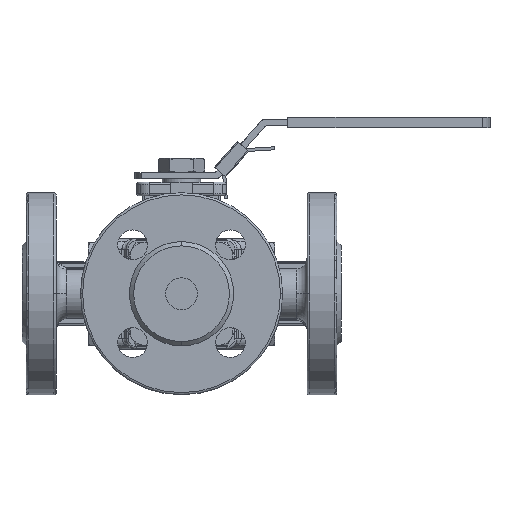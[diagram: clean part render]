
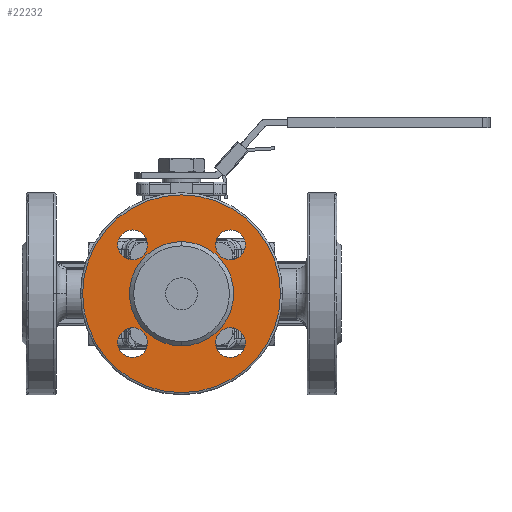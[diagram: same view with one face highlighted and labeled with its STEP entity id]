
A CAD part, front view. The second image highlights one B-rep face of the part: STEP entity #22232.
In plain terms, the highlighted planar face has unit normal (0, -1, 0).
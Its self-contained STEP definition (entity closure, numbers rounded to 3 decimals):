
#21426=CARTESIAN_POINT('',(0.,-73.,-24.5));
#21427=VERTEX_POINT('',#21426);
#21434=CARTESIAN_POINT('',(0.,-73.,24.5));
#21435=VERTEX_POINT('',#21434);
#21436=CARTESIAN_POINT('',(0.,-73.,-0.));
#21437=DIRECTION('',(-0.,1.,0.));
#21438=DIRECTION('',(-0.,0.,-1.));
#21439=AXIS2_PLACEMENT_3D('',#21436,#21437,#21438);
#21440=CIRCLE('',#21439,24.5);
#21441=EDGE_CURVE('',#21435,#21427,#21440,.T.);
#21574=CARTESIAN_POINT('',(15.981,-73.,-22.981));
#21575=VERTEX_POINT('',#21574);
#21593=CARTESIAN_POINT('',(29.981,-73.,-22.981));
#21594=VERTEX_POINT('',#21593);
#21601=CARTESIAN_POINT('',(22.981,-73.,-22.981));
#21602=DIRECTION('',(-0.,1.,0.));
#21603=DIRECTION('',(-1.,-0.,0.));
#21604=AXIS2_PLACEMENT_3D('',#21601,#21602,#21603);
#21605=CIRCLE('',#21604,7.);
#21606=EDGE_CURVE('',#21575,#21594,#21605,.T.);
#21616=CARTESIAN_POINT('',(-29.981,-73.,-22.981));
#21617=VERTEX_POINT('',#21616);
#21635=CARTESIAN_POINT('',(-15.981,-73.,-22.981));
#21636=VERTEX_POINT('',#21635);
#21643=CARTESIAN_POINT('',(-22.981,-73.,-22.981));
#21644=DIRECTION('',(-0.,1.,0.));
#21645=DIRECTION('',(-1.,-0.,0.));
#21646=AXIS2_PLACEMENT_3D('',#21643,#21644,#21645);
#21647=CIRCLE('',#21646,7.);
#21648=EDGE_CURVE('',#21617,#21636,#21647,.T.);
#21658=CARTESIAN_POINT('',(-29.981,-73.,22.981));
#21659=VERTEX_POINT('',#21658);
#21677=CARTESIAN_POINT('',(-15.981,-73.,22.981));
#21678=VERTEX_POINT('',#21677);
#21685=CARTESIAN_POINT('',(-22.981,-73.,22.981));
#21686=DIRECTION('',(-0.,1.,0.));
#21687=DIRECTION('',(-1.,-0.,0.));
#21688=AXIS2_PLACEMENT_3D('',#21685,#21686,#21687);
#21689=CIRCLE('',#21688,7.);
#21690=EDGE_CURVE('',#21659,#21678,#21689,.T.);
#21700=CARTESIAN_POINT('',(15.981,-73.,22.981));
#21701=VERTEX_POINT('',#21700);
#21719=CARTESIAN_POINT('',(29.981,-73.,22.981));
#21720=VERTEX_POINT('',#21719);
#21727=CARTESIAN_POINT('',(22.981,-73.,22.981));
#21728=DIRECTION('',(-0.,1.,0.));
#21729=DIRECTION('',(-1.,-0.,0.));
#21730=AXIS2_PLACEMENT_3D('',#21727,#21728,#21729);
#21731=CIRCLE('',#21730,7.);
#21732=EDGE_CURVE('',#21701,#21720,#21731,.T.);
#22157=CARTESIAN_POINT('',(0.,-73.,-36.));
#22158=DIRECTION('',(0.,-1.,-0.));
#22159=DIRECTION('',(0.,0.,-1.));
#22160=AXIS2_PLACEMENT_3D('',#22157,#22158,#22159);
#22161=PLANE('',#22160);
#22162=CARTESIAN_POINT('',(-46.5,-73.,-0.));
#22163=VERTEX_POINT('',#22162);
#22164=CARTESIAN_POINT('',(46.5,-73.,-0.));
#22165=VERTEX_POINT('',#22164);
#22166=CARTESIAN_POINT('',(0.,-73.,-0.));
#22167=DIRECTION('',(-0.,1.,0.));
#22168=DIRECTION('',(1.,0.,-0.));
#22169=AXIS2_PLACEMENT_3D('',#22166,#22167,#22168);
#22170=CIRCLE('',#22169,46.5);
#22171=EDGE_CURVE('',#22163,#22165,#22170,.T.);
#22172=ORIENTED_EDGE('',*,*,#22171,.F.);
#22173=CARTESIAN_POINT('',(0.,-73.,-0.));
#22174=DIRECTION('',(-0.,1.,0.));
#22175=DIRECTION('',(1.,0.,-0.));
#22176=AXIS2_PLACEMENT_3D('',#22173,#22174,#22175);
#22177=CIRCLE('',#22176,46.5);
#22178=EDGE_CURVE('',#22165,#22163,#22177,.T.);
#22179=ORIENTED_EDGE('',*,*,#22178,.F.);
#22180=EDGE_LOOP('',(#22172,#22179));
#22181=FACE_BOUND('',#22180,.T.);
#22182=ORIENTED_EDGE('',*,*,#21441,.T.);
#22183=CARTESIAN_POINT('',(0.,-73.,-0.));
#22184=DIRECTION('',(-0.,1.,0.));
#22185=DIRECTION('',(-0.,0.,-1.));
#22186=AXIS2_PLACEMENT_3D('',#22183,#22184,#22185);
#22187=CIRCLE('',#22186,24.5);
#22188=EDGE_CURVE('',#21427,#21435,#22187,.T.);
#22189=ORIENTED_EDGE('',*,*,#22188,.T.);
#22190=EDGE_LOOP('',(#22182,#22189));
#22191=FACE_BOUND('',#22190,.T.);
#22192=CARTESIAN_POINT('',(22.981,-73.,-22.981));
#22193=DIRECTION('',(-0.,1.,0.));
#22194=DIRECTION('',(-1.,-0.,0.));
#22195=AXIS2_PLACEMENT_3D('',#22192,#22193,#22194);
#22196=CIRCLE('',#22195,7.);
#22197=EDGE_CURVE('',#21594,#21575,#22196,.T.);
#22198=ORIENTED_EDGE('',*,*,#22197,.T.);
#22199=ORIENTED_EDGE('',*,*,#21606,.T.);
#22200=EDGE_LOOP('',(#22198,#22199));
#22201=FACE_BOUND('',#22200,.T.);
#22202=CARTESIAN_POINT('',(-22.981,-73.,-22.981));
#22203=DIRECTION('',(-0.,1.,0.));
#22204=DIRECTION('',(-1.,-0.,0.));
#22205=AXIS2_PLACEMENT_3D('',#22202,#22203,#22204);
#22206=CIRCLE('',#22205,7.);
#22207=EDGE_CURVE('',#21636,#21617,#22206,.T.);
#22208=ORIENTED_EDGE('',*,*,#22207,.T.);
#22209=ORIENTED_EDGE('',*,*,#21648,.T.);
#22210=EDGE_LOOP('',(#22208,#22209));
#22211=FACE_BOUND('',#22210,.T.);
#22212=CARTESIAN_POINT('',(-22.981,-73.,22.981));
#22213=DIRECTION('',(-0.,1.,0.));
#22214=DIRECTION('',(-1.,-0.,0.));
#22215=AXIS2_PLACEMENT_3D('',#22212,#22213,#22214);
#22216=CIRCLE('',#22215,7.);
#22217=EDGE_CURVE('',#21678,#21659,#22216,.T.);
#22218=ORIENTED_EDGE('',*,*,#22217,.T.);
#22219=ORIENTED_EDGE('',*,*,#21690,.T.);
#22220=EDGE_LOOP('',(#22218,#22219));
#22221=FACE_BOUND('',#22220,.T.);
#22222=CARTESIAN_POINT('',(22.981,-73.,22.981));
#22223=DIRECTION('',(-0.,1.,0.));
#22224=DIRECTION('',(-1.,-0.,0.));
#22225=AXIS2_PLACEMENT_3D('',#22222,#22223,#22224);
#22226=CIRCLE('',#22225,7.);
#22227=EDGE_CURVE('',#21720,#21701,#22226,.T.);
#22228=ORIENTED_EDGE('',*,*,#22227,.T.);
#22229=ORIENTED_EDGE('',*,*,#21732,.T.);
#22230=EDGE_LOOP('',(#22228,#22229));
#22231=FACE_BOUND('',#22230,.T.);
#22232=ADVANCED_FACE('',(#22181,#22191,#22201,#22211,#22221,#22231),#22161,.T.);
